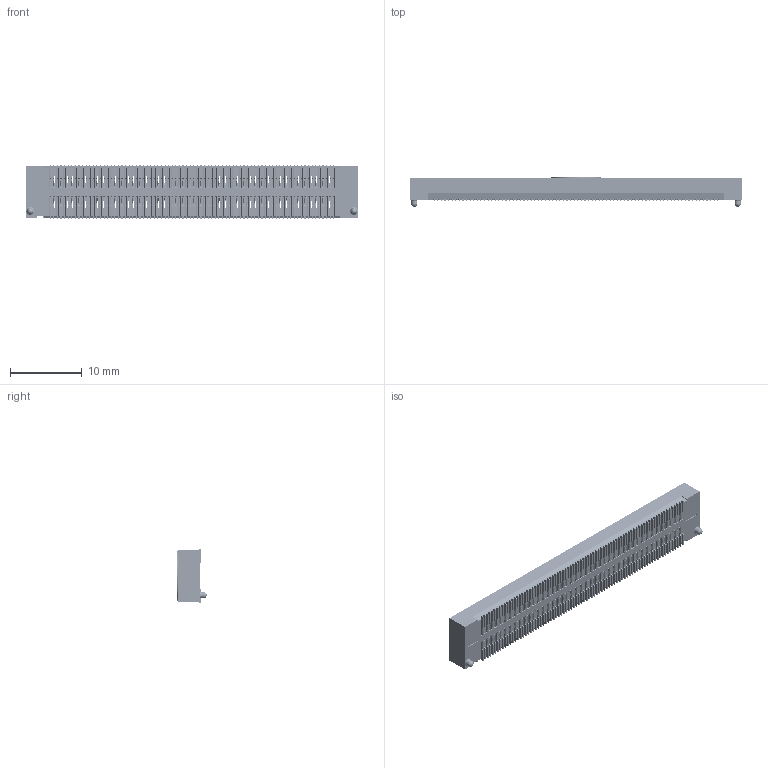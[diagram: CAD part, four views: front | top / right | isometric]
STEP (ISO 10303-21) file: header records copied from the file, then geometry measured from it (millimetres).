
FILE_DESCRIPTION (( 'STEP AP203' ), '1' );
FILE_NAME ('REF-178708-03.step', '2017-09-26T00:37:43', ( 'user' ), ( 'SAMTEC' ), 'SwSTEP 2.0', 'SolidWorks 2016', '' );
FILE_SCHEMA (( 'CONFIG_CONTROL_DESIGN' ));
Products named in the file (1): REF-178708-03
Bounding box: 46.28 x 4.13 x 7.49 mm (x, y, z)
Volume: 593.8 mm3; surface area: 3617.4 mm2
Topology: 1 solids, 1 shells, 8692 faces, 28582 edges, 18772 vertices
Faces by surface type: plane 6756, cylinder 1606, torus 326, sphere 4
Entity records: 314617 total; most frequent: CARTESIAN_POINT 59879, ORIENTED_EDGE 57152, DIRECTION 50170, EDGE_CURVE 28576, VECTOR 23088, LINE 23088, VERTEX_POINT 18770, AXIS2_PLACEMENT_3D 13541
